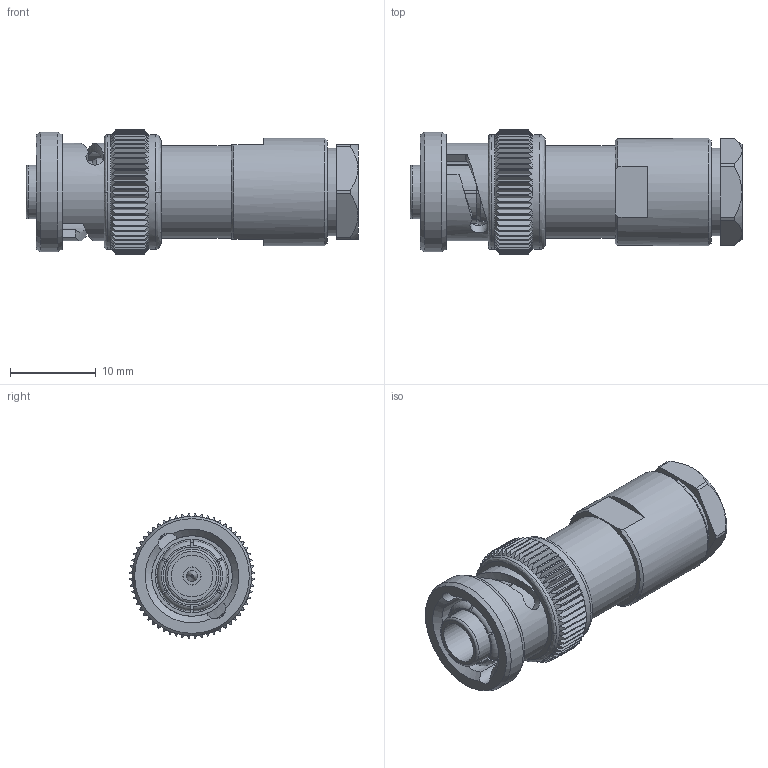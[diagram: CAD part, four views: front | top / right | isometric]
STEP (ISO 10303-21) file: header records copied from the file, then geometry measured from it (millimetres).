
FILE_DESCRIPTION (( 'STEP AP203' ), '1' );
FILE_NAME ('PE4098_3D.step', '2020-12-11T17:34:57', ( '' ), ( '' ), 'SwSTEP 2.0', 'SolidWorks 2018', '' );
FILE_SCHEMA (( 'CONFIG_CONTROL_DESIGN' ));
Length unit declared in the file: inch
Products named in the file (1): PE4098_3D
Bounding box: 38.71 x 14.46 x 14.46 mm (x, y, z)
Volume: 3617.8 mm3; surface area: 3324.2 mm2
Topology: 1 solids, 1 shells, 439 faces, 1008 edges, 583 vertices
Faces by surface type: plane 176, cone 141, cylinder 103, bspline 12, torus 7
Full cylindrical faces by diameter (mm): 1.334 x1, 2.054 x1, 2.129 x1, 4.879 x1, 6.25 x1, 6.4 x1, 7.877 x1, 8.569 x1, 9.395 x1, 10.199 x1, 10.82 x1, 11.328 x1, 11.395 x1, 12.5 x1, 13.38 x2, 13.922 x1
Entity records: 13946 total; most frequent: CARTESIAN_POINT 4584, ORIENTED_EDGE 1952, DIRECTION 1886, EDGE_CURVE 976, AXIS2_PLACEMENT_3D 792, VERTEX_POINT 574, EDGE_LOOP 478, FACE_OUTER_BOUND 457
